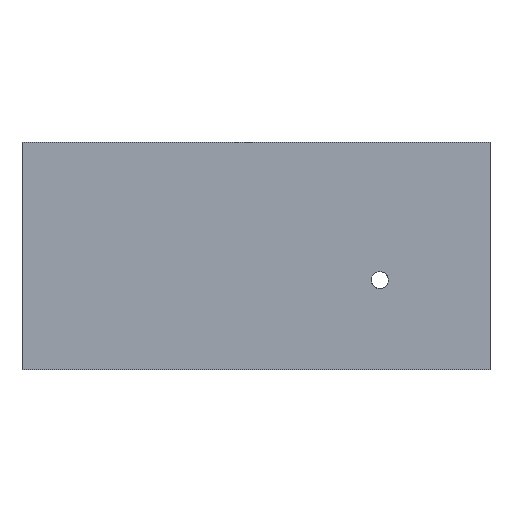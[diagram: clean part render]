
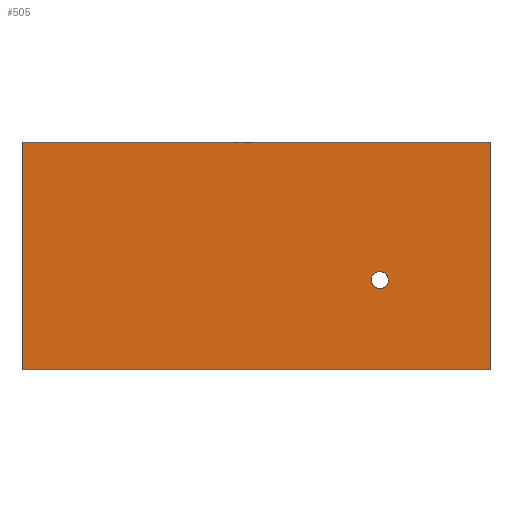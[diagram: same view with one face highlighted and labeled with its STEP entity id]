
A CAD part, front view. The second image highlights one B-rep face of the part: STEP entity #505.
In plain terms, the highlighted planar face has unit normal (0, -1, 0).
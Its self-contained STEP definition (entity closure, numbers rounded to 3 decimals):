
#3 = VECTOR ( 'NONE', #1560, 1000. ) ;
#26 = VERTEX_POINT ( 'NONE', #975 ) ;
#103 = ORIENTED_EDGE ( 'NONE', *, *, #424, .T. ) ;
#200 = DIRECTION ( 'NONE',  ( 0., -1., 0. ) ) ;
#201 = EDGE_CURVE ( 'NONE', #1512, #1115, #383, .T. ) ;
#207 = CARTESIAN_POINT ( 'NONE',  ( 50.574, -35.603, 33. ) ) ;
#237 = AXIS2_PLACEMENT_3D ( 'NONE', #1279, #317, #780 ) ;
#317 = DIRECTION ( 'NONE',  ( 0., -1., 0. ) ) ;
#383 = LINE ( 'NONE', #207, #837 ) ;
#391 = ORIENTED_EDGE ( 'NONE', *, *, #2055, .F. ) ;
#403 = FACE_OUTER_BOUND ( 'NONE', #1000, .T. ) ;
#424 = EDGE_CURVE ( 'NONE', #1115, #1999, #1017, .T. ) ;
#505 = ADVANCED_FACE ( 'NONE', ( #674, #403 ), #2054, .T. ) ;
#523 = CARTESIAN_POINT ( 'NONE',  ( 34.574, -35.603, 13. ) ) ;
#535 = DIRECTION ( 'NONE',  ( -1., 0., 0. ) ) ;
#579 = CIRCLE ( 'NONE', #1241, 1.25 ) ;
#595 = CARTESIAN_POINT ( 'NONE',  ( -17.426, -35.603, 33. ) ) ;
#631 = CARTESIAN_POINT ( 'NONE',  ( 34.574, -35.603, 13. ) ) ;
#674 = FACE_BOUND ( 'NONE', #724, .T. ) ;
#711 = CARTESIAN_POINT ( 'NONE',  ( -17.426, -35.603, 33. ) ) ;
#724 = EDGE_LOOP ( 'NONE', ( #391, #939 ) ) ;
#780 = DIRECTION ( 'NONE',  ( 1., 0., 0. ) ) ;
#812 = ORIENTED_EDGE ( 'NONE', *, *, #201, .T. ) ;
#837 = VECTOR ( 'NONE', #535, 1000. ) ;
#910 = CIRCLE ( 'NONE', #1611, 1.25 ) ;
#939 = ORIENTED_EDGE ( 'NONE', *, *, #1610, .F. ) ;
#975 = CARTESIAN_POINT ( 'NONE',  ( 50.574, -35.603, 0. ) ) ;
#1000 = EDGE_LOOP ( 'NONE', ( #1021, #1511, #812, #103 ) ) ;
#1017 = LINE ( 'NONE', #595, #3 ) ;
#1021 = ORIENTED_EDGE ( 'NONE', *, *, #1078, .F. ) ;
#1078 = EDGE_CURVE ( 'NONE', #26, #1999, #1872, .T. ) ;
#1115 = VERTEX_POINT ( 'NONE', #711 ) ;
#1121 = CARTESIAN_POINT ( 'NONE',  ( -17.426, -35.603, 0. ) ) ;
#1241 = AXIS2_PLACEMENT_3D ( 'NONE', #631, #2034, #1888 ) ;
#1249 = EDGE_CURVE ( 'NONE', #1512, #26, #1398, .T. ) ;
#1279 = CARTESIAN_POINT ( 'NONE',  ( 50.574, -35.603, 33. ) ) ;
#1382 = VECTOR ( 'NONE', #1433, 1000. ) ;
#1398 = LINE ( 'NONE', #1675, #1792 ) ;
#1433 = DIRECTION ( 'NONE',  ( -1., 0., 0. ) ) ;
#1443 = CARTESIAN_POINT ( 'NONE',  ( 50.574, -35.603, 33. ) ) ;
#1511 = ORIENTED_EDGE ( 'NONE', *, *, #1249, .F. ) ;
#1512 = VERTEX_POINT ( 'NONE', #1443 ) ;
#1534 = DIRECTION ( 'NONE',  ( 0., 0., -1. ) ) ;
#1560 = DIRECTION ( 'NONE',  ( 0., 0., -1. ) ) ;
#1605 = VERTEX_POINT ( 'NONE', #1763 ) ;
#1610 = EDGE_CURVE ( 'NONE', #1605, #1756, #910, .T. ) ;
#1611 = AXIS2_PLACEMENT_3D ( 'NONE', #523, #200, #1931 ) ;
#1675 = CARTESIAN_POINT ( 'NONE',  ( 50.574, -35.603, 33. ) ) ;
#1756 = VERTEX_POINT ( 'NONE', #1958 ) ;
#1763 = CARTESIAN_POINT ( 'NONE',  ( 35.824, -35.603, 13. ) ) ;
#1792 = VECTOR ( 'NONE', #1534, 1000. ) ;
#1872 = LINE ( 'NONE', #2051, #1382 ) ;
#1888 = DIRECTION ( 'NONE',  ( 1., 0., 0. ) ) ;
#1931 = DIRECTION ( 'NONE',  ( 1., 0., 0. ) ) ;
#1958 = CARTESIAN_POINT ( 'NONE',  ( 33.324, -35.603, 13. ) ) ;
#1999 = VERTEX_POINT ( 'NONE', #1121 ) ;
#2034 = DIRECTION ( 'NONE',  ( 0., -1., 0. ) ) ;
#2051 = CARTESIAN_POINT ( 'NONE',  ( 50.574, -35.603, 0. ) ) ;
#2054 = PLANE ( 'NONE',  #237 ) ;
#2055 = EDGE_CURVE ( 'NONE', #1756, #1605, #579, .T. ) ;
